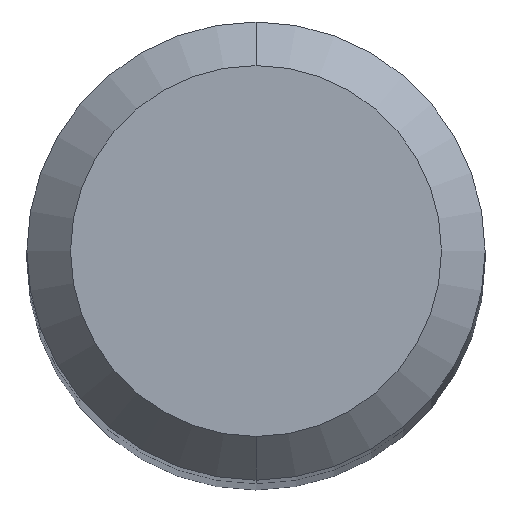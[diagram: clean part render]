
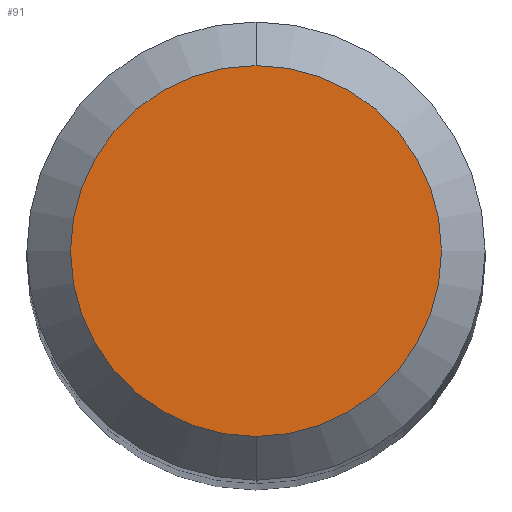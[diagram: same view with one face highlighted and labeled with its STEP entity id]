
A CAD part, top view. The second image highlights one B-rep face of the part: STEP entity #91.
In plain terms, the highlighted planar face has unit normal (0, 0, 1).
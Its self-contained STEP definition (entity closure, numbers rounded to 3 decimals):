
#19 = PLANE ( 'NONE',  #37 ) ;
#37 = AXIS2_PLACEMENT_3D ( 'NONE', #247, #295, #44 ) ;
#44 = DIRECTION ( 'NONE',  ( 0., 1., 0. ) ) ;
#91 = ADVANCED_FACE ( 'NONE', ( #226 ), #19, .F. ) ;
#94 = CARTESIAN_POINT ( 'NONE',  ( 0., 0., 133. ) ) ;
#116 = CARTESIAN_POINT ( 'NONE',  ( 0., 0., 133. ) ) ;
#119 = CIRCLE ( 'NONE', #171, 4.25 ) ;
#121 = DIRECTION ( 'NONE',  ( 0., 0., -1. ) ) ;
#154 = EDGE_LOOP ( 'NONE', ( #286, #245 ) ) ;
#157 = VERTEX_POINT ( 'NONE', #330 ) ;
#171 = AXIS2_PLACEMENT_3D ( 'NONE', #94, #181, #206 ) ;
#181 = DIRECTION ( 'NONE',  ( 0., 0., -1. ) ) ;
#186 = VERTEX_POINT ( 'NONE', #248 ) ;
#191 = EDGE_CURVE ( 'NONE', #186, #157, #326, .T. ) ;
#201 = AXIS2_PLACEMENT_3D ( 'NONE', #116, #121, #222 ) ;
#206 = DIRECTION ( 'NONE',  ( 0., 1., 0. ) ) ;
#222 = DIRECTION ( 'NONE',  ( 0., 1., 0. ) ) ;
#226 = FACE_OUTER_BOUND ( 'NONE', #154, .T. ) ;
#245 = ORIENTED_EDGE ( 'NONE', *, *, #292, .F. ) ;
#247 = CARTESIAN_POINT ( 'NONE',  ( 0., 0., 133. ) ) ;
#248 = CARTESIAN_POINT ( 'NONE',  ( 0., 4.25, 133. ) ) ;
#286 = ORIENTED_EDGE ( 'NONE', *, *, #191, .F. ) ;
#292 = EDGE_CURVE ( 'NONE', #157, #186, #119, .T. ) ;
#295 = DIRECTION ( 'NONE',  ( 0., 0., -1. ) ) ;
#326 = CIRCLE ( 'NONE', #201, 4.25 ) ;
#330 = CARTESIAN_POINT ( 'NONE',  ( 0., -4.25, 133. ) ) ;
